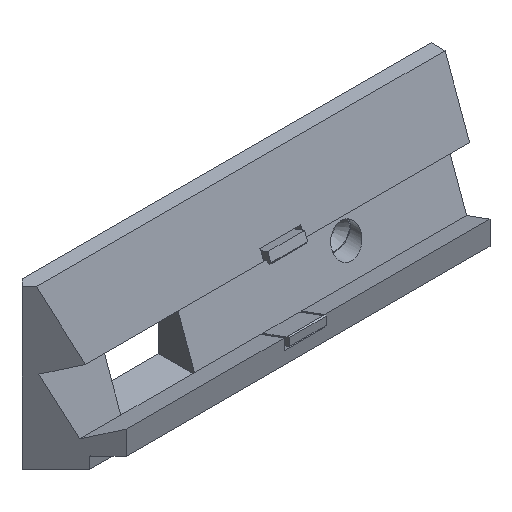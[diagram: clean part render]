
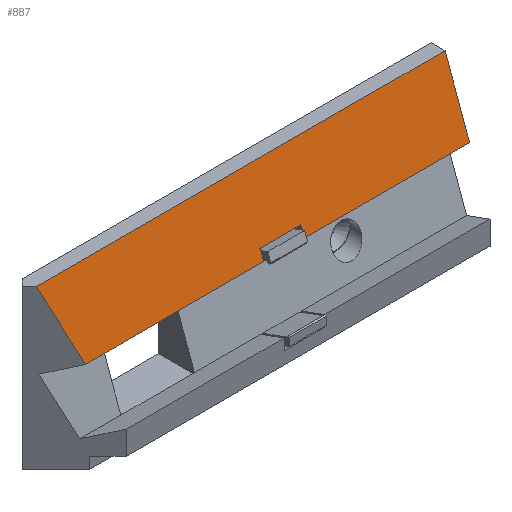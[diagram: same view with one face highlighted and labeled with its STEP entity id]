
A CAD part, isometric view. The second image highlights one B-rep face of the part: STEP entity #887.
In plain terms, the highlighted planar face has unit normal (0, -0.94, 0.342).
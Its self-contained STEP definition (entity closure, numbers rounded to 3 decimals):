
#52=FACE_OUTER_BOUND('',#99,.T.);
#99=EDGE_LOOP('',(#680,#681,#682,#683,#684,#685,#686,#687));
#178=LINE('',#1307,#297);
#184=LINE('',#1318,#303);
#185=LINE('',#1321,#304);
#197=LINE('',#1345,#316);
#198=LINE('',#1347,#317);
#199=LINE('',#1349,#318);
#200=LINE('',#1351,#319);
#201=LINE('',#1352,#320);
#297=VECTOR('',#1066,10.);
#303=VECTOR('',#1074,10.);
#304=VECTOR('',#1077,10.);
#316=VECTOR('',#1095,10.);
#317=VECTOR('',#1096,10.);
#318=VECTOR('',#1097,10.);
#319=VECTOR('',#1098,10.);
#320=VECTOR('',#1099,10.);
#401=VERTEX_POINT('',#1305);
#402=VERTEX_POINT('',#1306);
#406=VERTEX_POINT('',#1316);
#407=VERTEX_POINT('',#1320);
#416=VERTEX_POINT('',#1344);
#417=VERTEX_POINT('',#1346);
#418=VERTEX_POINT('',#1348);
#419=VERTEX_POINT('',#1350);
#497=EDGE_CURVE('',#401,#402,#178,.T.);
#503=EDGE_CURVE('',#406,#401,#184,.T.);
#504=EDGE_CURVE('',#407,#406,#185,.T.);
#516=EDGE_CURVE('',#416,#407,#197,.T.);
#517=EDGE_CURVE('',#416,#417,#198,.T.);
#518=EDGE_CURVE('',#417,#418,#199,.T.);
#519=EDGE_CURVE('',#418,#419,#200,.F.);
#520=EDGE_CURVE('',#402,#419,#201,.T.);
#680=ORIENTED_EDGE('',*,*,#504,.F.);
#681=ORIENTED_EDGE('',*,*,#516,.F.);
#682=ORIENTED_EDGE('',*,*,#517,.T.);
#683=ORIENTED_EDGE('',*,*,#518,.T.);
#684=ORIENTED_EDGE('',*,*,#519,.T.);
#685=ORIENTED_EDGE('',*,*,#520,.F.);
#686=ORIENTED_EDGE('',*,*,#497,.F.);
#687=ORIENTED_EDGE('',*,*,#503,.F.);
#843=PLANE('',#948);
#887=ADVANCED_FACE('',(#52),#843,.F.);
#948=AXIS2_PLACEMENT_3D('',#1343,#1093,#1094);
#1066=DIRECTION('',(0.,-0.342,-0.94));
#1074=DIRECTION('',(-1.,0.,0.));
#1077=DIRECTION('',(0.,0.342,0.94));
#1093=DIRECTION('center_axis',(0.,0.94,-0.342));
#1094=DIRECTION('ref_axis',(0.,-0.342,-0.94));
#1095=DIRECTION('',(-1.,0.,0.));
#1096=DIRECTION('',(0.,0.342,0.94));
#1097=DIRECTION('',(-1.,0.,0.));
#1098=DIRECTION('',(-0.324,0.324,0.889));
#1099=DIRECTION('',(-1.,0.,0.));
#1305=CARTESIAN_POINT('',(-337.,211.498,-19.669));
#1306=CARTESIAN_POINT('',(-337.,210.541,-22.3));
#1307=CARTESIAN_POINT('',(-337.,212.486,-16.954));
#1316=CARTESIAN_POINT('',(-326.,211.498,-19.669));
#1318=CARTESIAN_POINT('',(-165.75,211.498,-19.669));
#1320=CARTESIAN_POINT('',(-326.,210.541,-22.3));
#1321=CARTESIAN_POINT('',(-326.,212.486,-16.954));
#1343=CARTESIAN_POINT('Origin',(0.,217.201,-4.));
#1344=CARTESIAN_POINT('',(-281.1,210.541,-22.3));
#1345=CARTESIAN_POINT('',(0.,210.541,-22.3));
#1346=CARTESIAN_POINT('',(-281.1,217.201,-4.));
#1347=CARTESIAN_POINT('',(-281.1,207.505,-30.639));
#1348=CARTESIAN_POINT('',(-392.06,217.201,-4.));
#1349=CARTESIAN_POINT('',(0.,217.201,-4.));
#1350=CARTESIAN_POINT('',(-385.399,210.541,-22.3));
#1351=CARTESIAN_POINT('',(-360.045,185.187,-91.959));
#1352=CARTESIAN_POINT('',(0.,210.541,-22.3));
